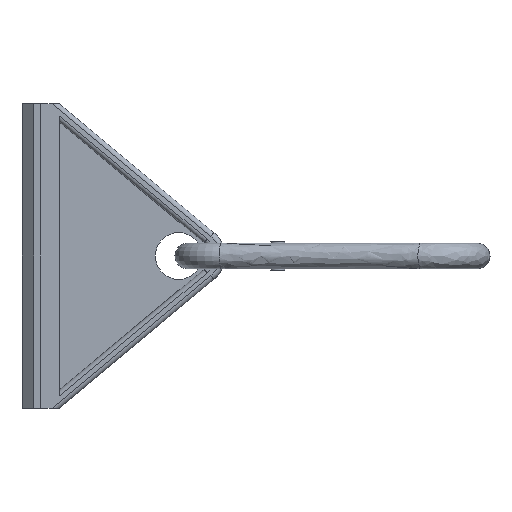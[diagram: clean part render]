
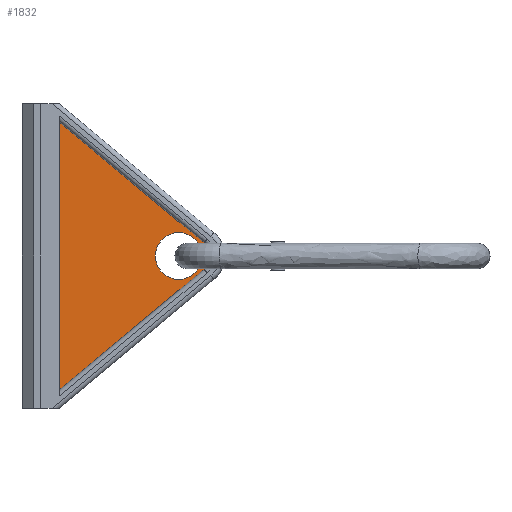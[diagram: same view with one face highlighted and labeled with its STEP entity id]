
A CAD part, left-side view. The second image highlights one B-rep face of the part: STEP entity #1832.
In plain terms, the highlighted planar face has unit normal (-1, 0, 0).
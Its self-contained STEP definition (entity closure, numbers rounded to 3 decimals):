
#75 = EDGE_CURVE ( 'NONE', #2716, #2203, #2178, .T. ) ;
#202 = CARTESIAN_POINT ( 'NONE',  ( -1.8, -29.5, 0. ) ) ;
#323 = DIRECTION ( 'NONE',  ( 0., 1., 0. ) ) ;
#483 = VERTEX_POINT ( 'NONE', #574 ) ;
#493 = AXIS2_PLACEMENT_3D ( 'NONE', #1009, #2353, #754 ) ;
#552 = LINE ( 'NONE', #2654, #3742 ) ;
#559 = DIRECTION ( 'NONE',  ( 0., -1., 0. ) ) ;
#574 = CARTESIAN_POINT ( 'NONE',  ( -1.8, -24.5, 0. ) ) ;
#604 = CARTESIAN_POINT ( 'NONE',  ( -1.8, -34.921, -2.827 ) ) ;
#623 = PLANE ( 'NONE',  #3182 ) ;
#754 = DIRECTION ( 'NONE',  ( 0., -1., 0. ) ) ;
#1009 = CARTESIAN_POINT ( 'NONE',  ( -1.8, -32.566, 0. ) ) ;
#1088 = CARTESIAN_POINT ( 'NONE',  ( -1.8, -4., 28.595 ) ) ;
#1203 = DIRECTION ( 'NONE',  ( 1., 0., 0. ) ) ;
#1354 = CARTESIAN_POINT ( 'NONE',  ( -1.8, -4., 28.595 ) ) ;
#1404 = FACE_BOUND ( 'NONE', #2684, .T. ) ;
#1593 = CIRCLE ( 'NONE', #4187, 5. ) ;
#1617 = VECTOR ( 'NONE', #2064, 1000. ) ;
#1698 = CARTESIAN_POINT ( 'NONE',  ( -1.8, -34.5, 0. ) ) ;
#1747 = EDGE_CURVE ( 'NONE', #4185, #2203, #3488, .T. ) ;
#1832 = ADVANCED_FACE ( 'NONE', ( #2452, #1404 ), #623, .T. ) ;
#1851 = LINE ( 'NONE', #1088, #4516 ) ;
#2064 = DIRECTION ( 'NONE',  ( 0., -0.768, -0.64 ) ) ;
#2114 = ORIENTED_EDGE ( 'NONE', *, *, #3394, .T. ) ;
#2178 = CIRCLE ( 'NONE', #493, 3.68 ) ;
#2203 = VERTEX_POINT ( 'NONE', #3786 ) ;
#2335 = CARTESIAN_POINT ( 'NONE',  ( -1.8, -4., -28.595 ) ) ;
#2353 = DIRECTION ( 'NONE',  ( -1., 0., 0. ) ) ;
#2452 = FACE_OUTER_BOUND ( 'NONE', #4325, .T. ) ;
#2464 = VERTEX_POINT ( 'NONE', #1698 ) ;
#2654 = CARTESIAN_POINT ( 'NONE',  ( -1.8, -38.314, 0. ) ) ;
#2662 = DIRECTION ( 'NONE',  ( 1., 0., 0. ) ) ;
#2684 = EDGE_LOOP ( 'NONE', ( #2114, #2943 ) ) ;
#2716 = VERTEX_POINT ( 'NONE', #604 ) ;
#2891 = CARTESIAN_POINT ( 'NONE',  ( -1.8, -4., 28.595 ) ) ;
#2943 = ORIENTED_EDGE ( 'NONE', *, *, #3208, .T. ) ;
#3086 = ORIENTED_EDGE ( 'NONE', *, *, #1747, .F. ) ;
#3113 = ORIENTED_EDGE ( 'NONE', *, *, #4072, .F. ) ;
#3182 = AXIS2_PLACEMENT_3D ( 'NONE', #4110, #4515, #323 ) ;
#3208 = EDGE_CURVE ( 'NONE', #2464, #483, #1593, .T. ) ;
#3291 = VERTEX_POINT ( 'NONE', #2335 ) ;
#3326 = CARTESIAN_POINT ( 'NONE',  ( -1.8, -29.5, 0. ) ) ;
#3394 = EDGE_CURVE ( 'NONE', #483, #2464, #4121, .T. ) ;
#3488 = LINE ( 'NONE', #1354, #1617 ) ;
#3522 = ORIENTED_EDGE ( 'NONE', *, *, #4409, .F. ) ;
#3642 = AXIS2_PLACEMENT_3D ( 'NONE', #3326, #1203, #3665 ) ;
#3665 = DIRECTION ( 'NONE',  ( 0., -1., 0. ) ) ;
#3742 = VECTOR ( 'NONE', #4004, 1000. ) ;
#3786 = CARTESIAN_POINT ( 'NONE',  ( -1.8, -34.921, 2.827 ) ) ;
#3858 = ORIENTED_EDGE ( 'NONE', *, *, #75, .T. ) ;
#3886 = DIRECTION ( 'NONE',  ( 0., 0., 1. ) ) ;
#4004 = DIRECTION ( 'NONE',  ( 0., 0.768, -0.64 ) ) ;
#4072 = EDGE_CURVE ( 'NONE', #3291, #4185, #1851, .T. ) ;
#4110 = CARTESIAN_POINT ( 'NONE',  ( -1.8, 0., 0. ) ) ;
#4121 = CIRCLE ( 'NONE', #3642, 5. ) ;
#4185 = VERTEX_POINT ( 'NONE', #2891 ) ;
#4187 = AXIS2_PLACEMENT_3D ( 'NONE', #202, #2662, #559 ) ;
#4325 = EDGE_LOOP ( 'NONE', ( #3522, #3858, #3086, #3113 ) ) ;
#4409 = EDGE_CURVE ( 'NONE', #2716, #3291, #552, .T. ) ;
#4515 = DIRECTION ( 'NONE',  ( -1., 0., 0. ) ) ;
#4516 = VECTOR ( 'NONE', #3886, 1000. ) ;
